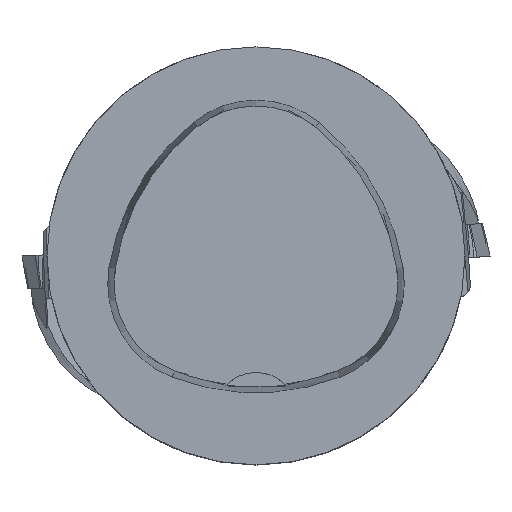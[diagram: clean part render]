
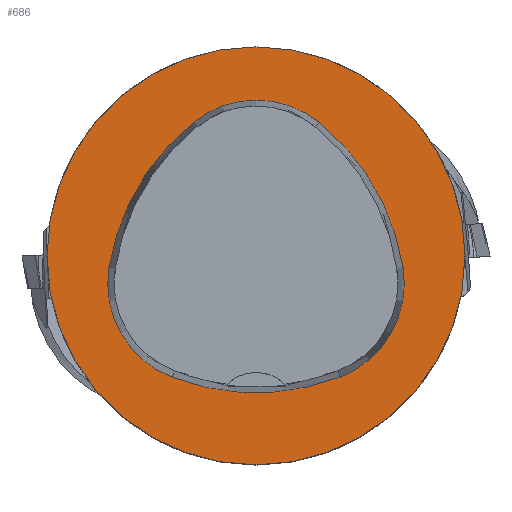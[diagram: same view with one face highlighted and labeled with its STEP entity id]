
A CAD part, top view. The second image highlights one B-rep face of the part: STEP entity #686.
In plain terms, the highlighted planar face has unit normal (0, 0, 1).
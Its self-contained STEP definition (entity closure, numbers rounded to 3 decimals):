
#314=FACE_BOUND('',#1202,.T.);
#315=FACE_BOUND('',#1203,.T.);
#532=CIRCLE('',#3966,25.);
#533=CIRCLE('',#3972,28.);
#535=CIRCLE('',#3975,12.);
#537=CIRCLE('',#3978,28.);
#539=CIRCLE('',#3981,12.);
#543=CIRCLE('',#3986,28.);
#545=CIRCLE('',#3989,12.);
#686=ADVANCED_FACE('',(#314,#315),#833,.T.);
#833=PLANE('',#3994);
#1202=EDGE_LOOP('',(#1950,#1951,#1952,#1953,#1954,#1955));
#1203=EDGE_LOOP('',(#1956));
#1950=ORIENTED_EDGE('',*,*,#2904,.T.);
#1951=ORIENTED_EDGE('',*,*,#2884,.T.);
#1952=ORIENTED_EDGE('',*,*,#2888,.T.);
#1953=ORIENTED_EDGE('',*,*,#2891,.T.);
#1954=ORIENTED_EDGE('',*,*,#2894,.T.);
#1955=ORIENTED_EDGE('',*,*,#2902,.T.);
#1956=ORIENTED_EDGE('',*,*,#2875,.F.);
#2456=VERTEX_POINT('',#6289);
#2465=VERTEX_POINT('',#6308);
#2466=VERTEX_POINT('',#6309);
#2469=VERTEX_POINT('',#6317);
#2471=VERTEX_POINT('',#6323);
#2473=VERTEX_POINT('',#6329);
#2480=VERTEX_POINT('',#6350);
#2875=EDGE_CURVE('',#2456,#2456,#532,.T.);
#2884=EDGE_CURVE('',#2465,#2466,#533,.T.);
#2888=EDGE_CURVE('',#2466,#2469,#535,.T.);
#2891=EDGE_CURVE('',#2469,#2471,#537,.T.);
#2894=EDGE_CURVE('',#2471,#2473,#539,.T.);
#2902=EDGE_CURVE('',#2473,#2480,#543,.T.);
#2904=EDGE_CURVE('',#2480,#2465,#545,.T.);
#3966=AXIS2_PLACEMENT_3D('',#6288,#4660,#4661);
#3972=AXIS2_PLACEMENT_3D('',#6307,#4676,#4677);
#3975=AXIS2_PLACEMENT_3D('',#6316,#4684,#4685);
#3978=AXIS2_PLACEMENT_3D('',#6322,#4691,#4692);
#3981=AXIS2_PLACEMENT_3D('',#6328,#4698,#4699);
#3986=AXIS2_PLACEMENT_3D('',#6351,#4710,#4711);
#3989=AXIS2_PLACEMENT_3D('',#6354,#4716,#4717);
#3994=AXIS2_PLACEMENT_3D('',#6359,#4726,#4727);
#4660=DIRECTION('',(0.,0.,-1.));
#4661=DIRECTION('',(-1.,0.,0.));
#4676=DIRECTION('',(0.,0.,-1.));
#4677=DIRECTION('',(-1.,0.,0.));
#4684=DIRECTION('',(0.,0.,-1.));
#4685=DIRECTION('',(-1.,0.,0.));
#4691=DIRECTION('',(0.,0.,-1.));
#4692=DIRECTION('',(-1.,0.,0.));
#4698=DIRECTION('',(0.,0.,-1.));
#4699=DIRECTION('',(-1.,0.,0.));
#4710=DIRECTION('',(0.,0.,-1.));
#4711=DIRECTION('',(-1.,0.,0.));
#4716=DIRECTION('',(0.,0.,-1.));
#4717=DIRECTION('',(-1.,0.,0.));
#4726=DIRECTION('',(0.,0.,1.));
#4727=DIRECTION('',(-1.,0.,0.));
#6288=CARTESIAN_POINT('',(0.,0.,0.));
#6289=CARTESIAN_POINT('',(-25.,0.,0.));
#6307=CARTESIAN_POINT('',(10.068,-5.824,0.));
#6308=CARTESIAN_POINT('',(-17.584,-1.424,0.));
#6309=CARTESIAN_POINT('',(-7.531,15.953,0.));
#6316=CARTESIAN_POINT('',(0.011,6.62,0.));
#6317=CARTESIAN_POINT('',(7.567,15.942,0.));
#6322=CARTESIAN_POINT('',(-10.063,-5.81,0.));
#6323=CARTESIAN_POINT('',(17.59,-1.418,0.));
#6328=CARTESIAN_POINT('',(5.739,-3.3,0.));
#6329=CARTESIAN_POINT('',(10.05,-14.499,0.));
#6350=CARTESIAN_POINT('',(-10.025,-14.516,0.));
#6351=CARTESIAN_POINT('',(-0.01,11.631,0.));
#6354=CARTESIAN_POINT('',(-5.733,-3.31,0.));
#6359=CARTESIAN_POINT('',(0.,0.,0.));
